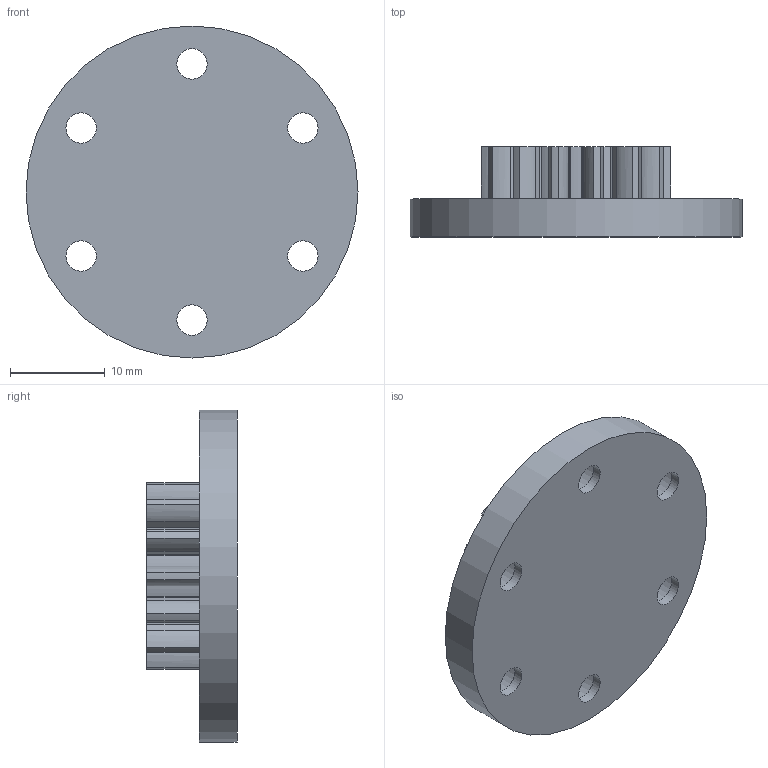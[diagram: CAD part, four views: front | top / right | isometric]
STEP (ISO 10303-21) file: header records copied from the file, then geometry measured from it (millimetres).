
FILE_DESCRIPTION(/* description */ (''),/* implementation_level */ '2;1');
FILE_NAME(/* name */ 'gear_v0.1.0.step',/* time_stamp */ '2025-09-23T16:08:29+02:00',/* author */ (''),/* organization */ (''),/* preprocessor_version */ 'ST-DEVELOPER v20.1',/* originating_system */ 'Autodesk Translation Framework v14.10.0.0',/* authorisation */ '');
FILE_SCHEMA (('AUTOMOTIVE_DESIGN { 1 0 10303 214 3 1 1 }'));
Length unit declared in the file: millimetre
Products named in the file (2): Gear; Component3
Assembly tree (1 placements, depth 2):
  Gear
    Component3
Bounding box: 35 x 9.5 x 35 mm (x, y, z)
Volume: 4566 mm3; surface area: 3289.9 mm2
Topology: 1 solids, 1 shells, 134 faces, 375 edges, 250 vertices
Faces by surface type: cylinder 69, plane 37, bspline 28
Full cylindrical faces by diameter (mm): 3.2 x6, 6 x6, 35 x1
Entity records: 12470 total; most frequent: CARTESIAN_POINT 9078, ORIENTED_EDGE 750, DIRECTION 675, EDGE_CURVE 375, VERTEX_POINT 250, AXIS2_PLACEMENT_3D 247, LINE 181, VECTOR 181
